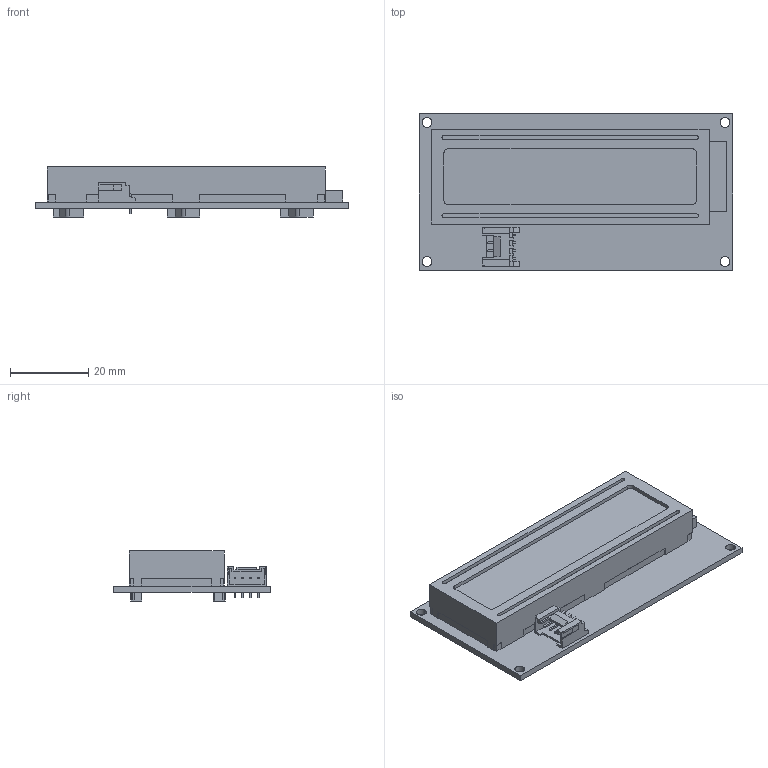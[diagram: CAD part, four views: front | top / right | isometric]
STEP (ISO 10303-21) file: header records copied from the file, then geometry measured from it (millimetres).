
FILE_DESCRIPTION (( 'STEP AP214' ), '1' );
FILE_NAME ('Grove_16x2LCD_BlackOnYellow.STEP', '2023-09-17T18:29:55', ( '' ), ( '' ), 'SwSTEP 2.0', 'SolidWorks 2018', '' );
FILE_SCHEMA (( 'AUTOMOTIVE_DESIGN' ));
Length unit declared in the file: millimetre
Products named in the file (6): Bloc alim; Ecran; PCB; Connecteur Grove LCD; Grove_16x2LCD_BlackOnYellow; Patte
Assembly tree (10 placements, depth 2):
  Grove_16x2LCD_BlackOnYellow
    PCB
    Ecran
    Bloc alim
    Connecteur Grove LCD
    Patte  x6
Bounding box: 80 x 40 x 12.8 mm (x, y, z)
Volume: 19884.9 mm3; surface area: 13495.7 mm2
Topology: 14 solids, 14 shells, 287 faces, 750 edges, 494 vertices
Faces by surface type: plane 253, cylinder 34
Entity records: 8134 total; most frequent: CARTESIAN_POINT 1294, ORIENTED_EDGE 1260, DIRECTION 1178, EDGE_CURVE 630, LINE 582, VECTOR 582, VERTEX_POINT 414, AXIS2_PLACEMENT_3D 298
